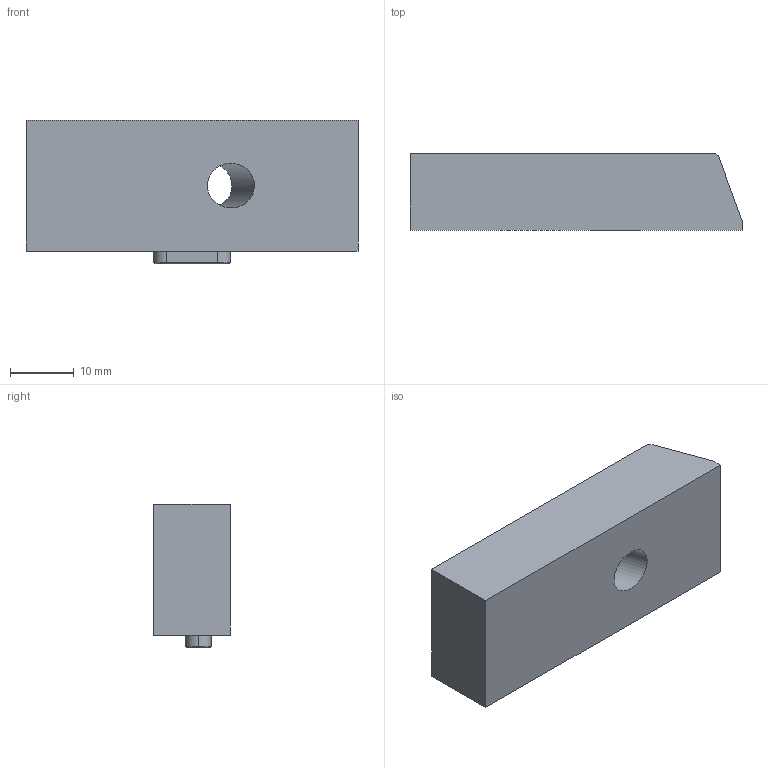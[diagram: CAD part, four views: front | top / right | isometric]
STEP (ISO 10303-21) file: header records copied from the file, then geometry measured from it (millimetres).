
FILE_DESCRIPTION (( 'STEP AP214' ), '1' );
FILE_NAME ('MC201252.STEP', '2019-11-19T09:26:12', ( '' ), ( '' ), 'SwSTEP 2.0', 'SolidWorks 2018', '' );
FILE_SCHEMA (( 'AUTOMOTIVE_DESIGN' ));
Length unit declared in the file: millimetre
Products named in the file (3): MC201252; Chaveta
Assembly tree (2 placements, depth 2):
  MC201252
    Chaveta
    MC201252
Bounding box: 52 x 12 x 22.5 mm (x, y, z)
Volume: 11976.1 mm3; surface area: 4205.2 mm2
Topology: 2 solids, 2 shells, 35 faces, 79 edges, 49 vertices
Faces by surface type: plane 18, cylinder 9, cone 6, bspline 2
Entity records: 1180 total; most frequent: CARTESIAN_POINT 292, DIRECTION 172, ORIENTED_EDGE 158, EDGE_CURVE 79, AXIS2_PLACEMENT_3D 61, VECTOR 50, LINE 50, VERTEX_POINT 49
